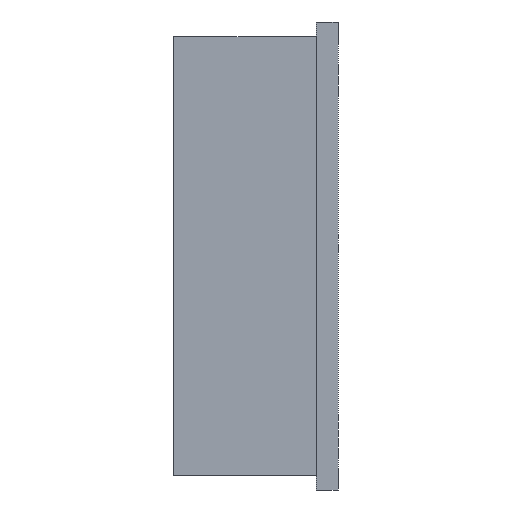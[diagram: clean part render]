
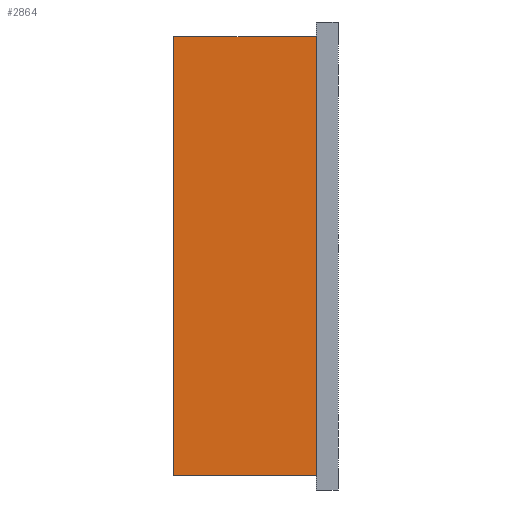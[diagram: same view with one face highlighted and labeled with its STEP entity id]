
A CAD part, left-side view. The second image highlights one B-rep face of the part: STEP entity #2864.
In plain terms, the highlighted planar face has unit normal (-1, 0, 0).
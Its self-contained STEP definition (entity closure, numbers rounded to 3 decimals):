
#369 = CARTESIAN_POINT ( 'NONE',  ( 0., 0., -60. ) ) ;
#454 = EDGE_CURVE ( 'NONE', #3034, #1686, #1380, .T. ) ;
#630 = VECTOR ( 'NONE', #1287, 1000. ) ;
#737 = LINE ( 'NONE', #3612, #630 ) ;
#898 = EDGE_CURVE ( 'NONE', #3034, #1326, #737, .T. ) ;
#923 = AXIS2_PLACEMENT_3D ( 'NONE', #2830, #2156, #3505 ) ;
#1044 = ORIENTED_EDGE ( 'NONE', *, *, #2883, .T. ) ;
#1287 = DIRECTION ( 'NONE',  ( 0., -1., 0. ) ) ;
#1326 = VERTEX_POINT ( 'NONE', #369 ) ;
#1371 = EDGE_CURVE ( 'NONE', #1686, #2947, #3332, .T. ) ;
#1380 = LINE ( 'NONE', #2313, #3922 ) ;
#1519 = CARTESIAN_POINT ( 'NONE',  ( 0., 0., 0. ) ) ;
#1540 = EDGE_LOOP ( 'NONE', ( #1044, #2710, #3475, #3845 ) ) ;
#1631 = DIRECTION ( 'NONE',  ( 0., -1., 0. ) ) ;
#1682 = VECTOR ( 'NONE', #3831, 1000. ) ;
#1686 = VERTEX_POINT ( 'NONE', #2334 ) ;
#2063 = CARTESIAN_POINT ( 'NONE',  ( 0., 19.5, -60. ) ) ;
#2087 = FACE_OUTER_BOUND ( 'NONE', #1540, .T. ) ;
#2156 = DIRECTION ( 'NONE',  ( 1., 0., 0. ) ) ;
#2213 = CARTESIAN_POINT ( 'NONE',  ( 0., 0., 0. ) ) ;
#2313 = CARTESIAN_POINT ( 'NONE',  ( 0., 19.5, 0. ) ) ;
#2333 = VECTOR ( 'NONE', #1631, 1000. ) ;
#2334 = CARTESIAN_POINT ( 'NONE',  ( 0., 19.5, 0. ) ) ;
#2710 = ORIENTED_EDGE ( 'NONE', *, *, #1371, .F. ) ;
#2830 = CARTESIAN_POINT ( 'NONE',  ( 0., 19.5, 0. ) ) ;
#2864 = ADVANCED_FACE ( 'NONE', ( #2087 ), #3164, .F. ) ;
#2883 = EDGE_CURVE ( 'NONE', #1326, #2947, #4214, .T. ) ;
#2947 = VERTEX_POINT ( 'NONE', #2213 ) ;
#2988 = CARTESIAN_POINT ( 'NONE',  ( 0., 19.5, 0. ) ) ;
#3034 = VERTEX_POINT ( 'NONE', #2063 ) ;
#3164 = PLANE ( 'NONE',  #923 ) ;
#3332 = LINE ( 'NONE', #2988, #2333 ) ;
#3475 = ORIENTED_EDGE ( 'NONE', *, *, #454, .F. ) ;
#3505 = DIRECTION ( 'NONE',  ( 0., 0., -1. ) ) ;
#3612 = CARTESIAN_POINT ( 'NONE',  ( 0., 19.5, -60. ) ) ;
#3831 = DIRECTION ( 'NONE',  ( 0., 0., 1. ) ) ;
#3845 = ORIENTED_EDGE ( 'NONE', *, *, #898, .T. ) ;
#3922 = VECTOR ( 'NONE', #3993, 1000. ) ;
#3993 = DIRECTION ( 'NONE',  ( 0., 0., 1. ) ) ;
#4214 = LINE ( 'NONE', #1519, #1682 ) ;
